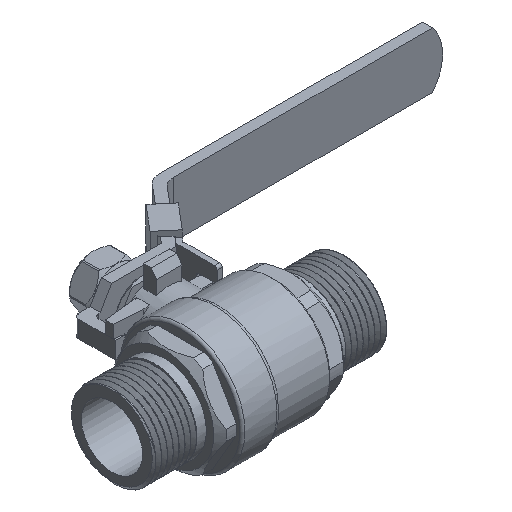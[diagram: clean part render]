
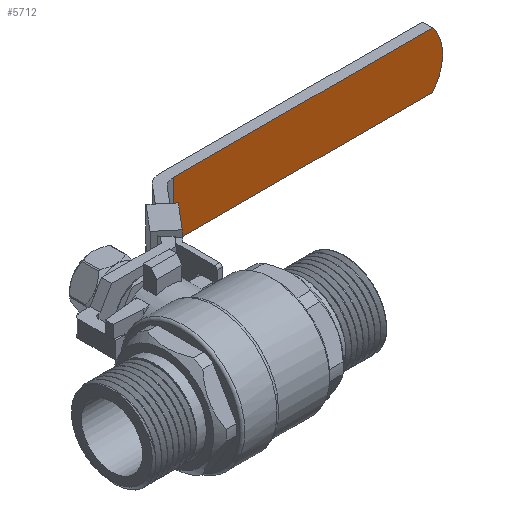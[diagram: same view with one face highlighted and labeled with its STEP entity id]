
A CAD part, isometric view. The second image highlights one B-rep face of the part: STEP entity #5712.
In plain terms, the highlighted planar face has unit normal (0, -1, 0).
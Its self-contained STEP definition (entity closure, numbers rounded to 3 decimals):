
#568=CIRCLE('',#6003,17.);
#2061=ORIENTED_EDGE('',*,*,#3231,.T.);
#2062=ORIENTED_EDGE('',*,*,#3161,.T.);
#2063=ORIENTED_EDGE('',*,*,#3234,.F.);
#2064=ORIENTED_EDGE('',*,*,#3210,.T.);
#3161=EDGE_CURVE('',#3881,#3882,#568,.T.);
#3210=EDGE_CURVE('',#3921,#3920,#4276,.T.);
#3231=EDGE_CURVE('',#3920,#3881,#4293,.T.);
#3234=EDGE_CURVE('',#3921,#3882,#4296,.T.);
#3881=VERTEX_POINT('',#18834);
#3882=VERTEX_POINT('',#18835);
#3920=VERTEX_POINT('',#18936);
#3921=VERTEX_POINT('',#18938);
#4276=LINE('',#18937,#4599);
#4293=LINE('',#18974,#4616);
#4296=LINE('',#18979,#4619);
#4599=VECTOR('',#6790,1000.);
#4616=VECTOR('',#6833,1000.);
#4619=VECTOR('',#6840,1000.);
#4952=EDGE_LOOP('',(#2061,#2062,#2063,#2064));
#5280=FACE_BOUND('',#4952,.T.);
#5465=PLANE('',#6042);
#5712=ADVANCED_FACE('',(#5280),#5465,.F.);
#6003=AXIS2_PLACEMENT_3D('',#18833,#6706,#6707);
#6042=AXIS2_PLACEMENT_3D('',#18978,#6838,#6839);
#6706=DIRECTION('',(0.,-1.,0.));
#6707=DIRECTION('',(-1.,0.,0.));
#6790=DIRECTION('',(0.,0.,-1.));
#6833=DIRECTION('',(1.,0.,0.));
#6838=DIRECTION('',(0.,1.,0.));
#6839=DIRECTION('',(-1.,0.,0.));
#6840=DIRECTION('',(1.,0.,0.));
#18833=CARTESIAN_POINT('',(128.,65.3,0.));
#18834=CARTESIAN_POINT('',(140.961,65.3,-11.));
#18835=CARTESIAN_POINT('',(140.961,65.3,11.));
#18936=CARTESIAN_POINT('',(39.201,65.3,-11.));
#18937=CARTESIAN_POINT('',(39.201,65.3,11.));
#18938=CARTESIAN_POINT('',(39.201,65.3,11.));
#18974=CARTESIAN_POINT('',(39.201,65.3,-11.));
#18978=CARTESIAN_POINT('',(39.201,65.3,11.));
#18979=CARTESIAN_POINT('',(39.201,65.3,11.));
